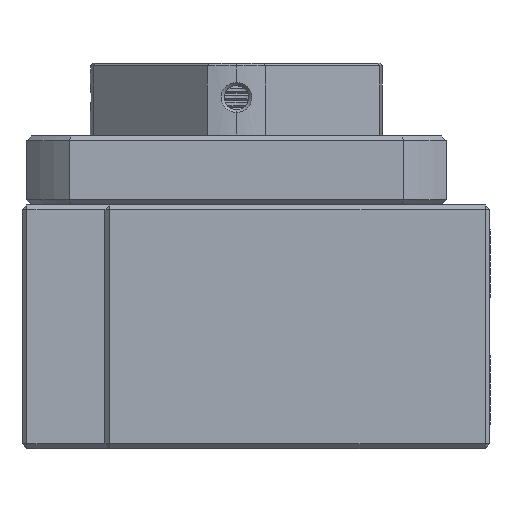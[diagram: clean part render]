
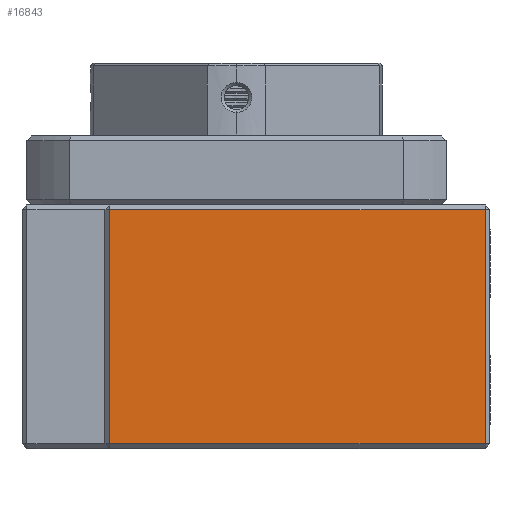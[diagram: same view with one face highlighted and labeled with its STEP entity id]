
A CAD part, left-side view. The second image highlights one B-rep face of the part: STEP entity #16843.
In plain terms, the highlighted planar face has unit normal (-1, 0, 0).
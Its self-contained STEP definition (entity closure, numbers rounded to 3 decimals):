
#724 = CARTESIAN_POINT ( 'NONE',  ( -70., 39.5, -24. ) ) ;
#902 = LINE ( 'NONE', #724, #12774 ) ;
#3263 = CARTESIAN_POINT ( 'NONE',  ( -70., 1., -24. ) ) ;
#3768 = VERTEX_POINT ( 'NONE', #19149 ) ;
#4188 = DIRECTION ( 'NONE',  ( 0., -1., 0. ) ) ;
#4894 = ORIENTED_EDGE ( 'NONE', *, *, #17444, .F. ) ;
#4966 = CARTESIAN_POINT ( 'NONE',  ( -70., 78., 24. ) ) ;
#5242 = VERTEX_POINT ( 'NONE', #15820 ) ;
#5386 = DIRECTION ( 'NONE',  ( 0., 1., 0. ) ) ;
#6610 = CARTESIAN_POINT ( 'NONE',  ( -70., 1., 0. ) ) ;
#7568 = EDGE_CURVE ( 'NONE', #3768, #10175, #18047, .T. ) ;
#7626 = CARTESIAN_POINT ( 'NONE',  ( -70., 1., 24. ) ) ;
#7706 = LINE ( 'NONE', #6610, #8173 ) ;
#8173 = VECTOR ( 'NONE', #15895, 1000. ) ;
#8935 = ORIENTED_EDGE ( 'NONE', *, *, #13320, .F. ) ;
#9012 = DIRECTION ( 'NONE',  ( 0., 0., 1. ) ) ;
#9185 = DIRECTION ( 'NONE',  ( 0., 0., -1. ) ) ;
#9252 = AXIS2_PLACEMENT_3D ( 'NONE', #7626, #18436, #9185 ) ;
#10175 = VERTEX_POINT ( 'NONE', #4966 ) ;
#11123 = ORIENTED_EDGE ( 'NONE', *, *, #18730, .F. ) ;
#12053 = CARTESIAN_POINT ( 'NONE',  ( -70., 39.5, 24. ) ) ;
#12368 = EDGE_LOOP ( 'NONE', ( #4894, #8935, #16484, #11123 ) ) ;
#12774 = VECTOR ( 'NONE', #5386, 1000. ) ;
#13320 = EDGE_CURVE ( 'NONE', #10175, #5242, #18694, .T. ) ;
#13485 = VECTOR ( 'NONE', #9012, 1000. ) ;
#13913 = VERTEX_POINT ( 'NONE', #3263 ) ;
#15820 = CARTESIAN_POINT ( 'NONE',  ( -70., 1., 24. ) ) ;
#15895 = DIRECTION ( 'NONE',  ( 0., 0., -1. ) ) ;
#16484 = ORIENTED_EDGE ( 'NONE', *, *, #7568, .F. ) ;
#16843 = ADVANCED_FACE ( 'NONE', ( #18602 ), #19906, .F. ) ;
#17444 = EDGE_CURVE ( 'NONE', #5242, #13913, #7706, .T. ) ;
#18047 = LINE ( 'NONE', #19798, #13485 ) ;
#18211 = VECTOR ( 'NONE', #4188, 1000. ) ;
#18436 = DIRECTION ( 'NONE',  ( 1., 0., 0. ) ) ;
#18602 = FACE_OUTER_BOUND ( 'NONE', #12368, .T. ) ;
#18694 = LINE ( 'NONE', #12053, #18211 ) ;
#18730 = EDGE_CURVE ( 'NONE', #13913, #3768, #902, .T. ) ;
#19149 = CARTESIAN_POINT ( 'NONE',  ( -70., 78., -24. ) ) ;
#19798 = CARTESIAN_POINT ( 'NONE',  ( -70., 78., 0. ) ) ;
#19906 = PLANE ( 'NONE',  #9252 ) ;
